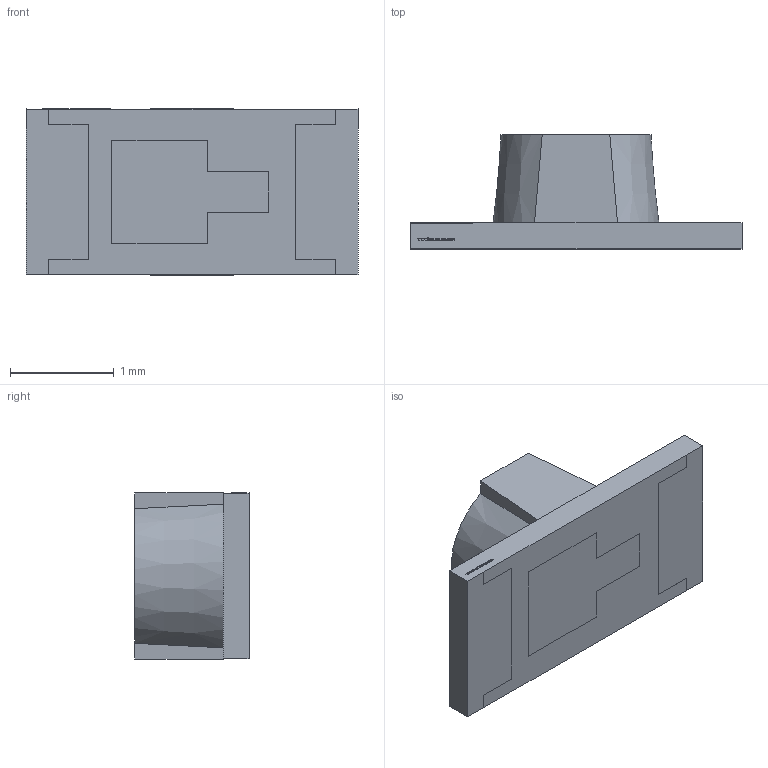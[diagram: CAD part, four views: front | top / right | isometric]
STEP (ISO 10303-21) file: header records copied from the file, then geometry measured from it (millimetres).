
FILE_DESCRIPTION (( 'STEP AP214' ), '1' );
FILE_NAME ('XZxx55W-A2.STEP', '2015-09-11T16:45:33', ( '' ), ( '' ), 'SwSTEP 2.0', 'SolidWorks 2012', '' );
FILE_SCHEMA (( 'AUTOMOTIVE_DESIGN' ));
Length unit declared in the file: millimetre
Products named in the file (1): XZxx55W-A2
Bounding box: 3.2 x 1.1 x 1.6 mm (x, y, z)
Volume: 2.8 mm3; surface area: 22.5 mm2
Topology: 3 solids, 3 shells, 291 faces, 784 edges, 520 vertices
Faces by surface type: plane 186, bspline 99, cone 4, torus 2
Entity records: 13833 total; most frequent: CARTESIAN_POINT 6961, ORIENTED_EDGE 1564, DIRECTION 979, EDGE_CURVE 782, LINE 567, VECTOR 567, VERTEX_POINT 520, EDGE_LOOP 314
